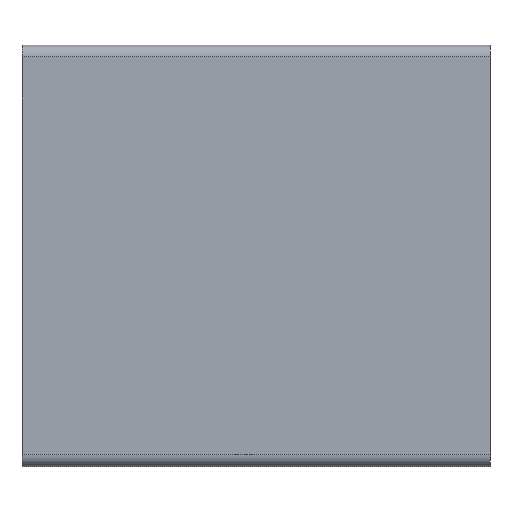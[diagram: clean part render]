
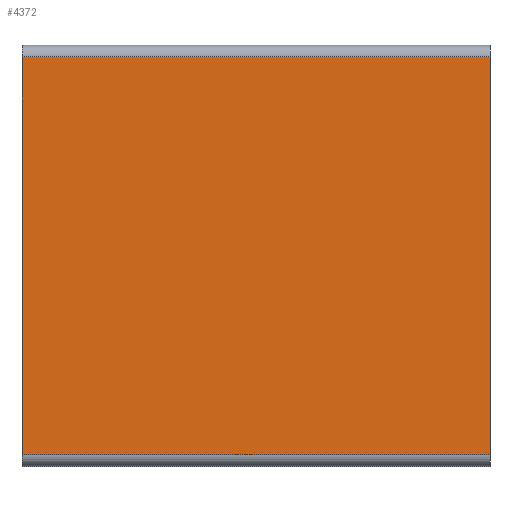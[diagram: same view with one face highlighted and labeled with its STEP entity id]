
A CAD part, top view. The second image highlights one B-rep face of the part: STEP entity #4372.
In plain terms, the highlighted planar face has unit normal (0, 0, 1).
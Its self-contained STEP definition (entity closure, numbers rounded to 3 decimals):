
#14 = CARTESIAN_POINT ( 'NONE',  ( 59.184, 119.898, 22.5 ) ) ;
#128 = CARTESIAN_POINT ( 'NONE',  ( 59.184, 34.898, 22.5 ) ) ;
#162 = LINE ( 'NONE', #2430, #3099 ) ;
#454 = VERTEX_POINT ( 'NONE', #128 ) ;
#467 = VECTOR ( 'NONE', #4278, 1000. ) ;
#538 = LINE ( 'NONE', #5354, #3514 ) ;
#712 = LINE ( 'NONE', #1400, #3681 ) ;
#865 = EDGE_CURVE ( 'NONE', #1720, #454, #162, .T. ) ;
#992 = CARTESIAN_POINT ( 'NONE',  ( -40.816, 119.898, 22.5 ) ) ;
#1009 = ORIENTED_EDGE ( 'NONE', *, *, #1327, .T. ) ;
#1240 = DIRECTION ( 'NONE',  ( -1., 0., 0. ) ) ;
#1327 = EDGE_CURVE ( 'NONE', #1720, #2779, #712, .T. ) ;
#1332 = VERTEX_POINT ( 'NONE', #2739 ) ;
#1400 = CARTESIAN_POINT ( 'NONE',  ( 59.184, 119.898, 22.5 ) ) ;
#1635 = DIRECTION ( 'NONE',  ( 0., -1., 0. ) ) ;
#1720 = VERTEX_POINT ( 'NONE', #14 ) ;
#1972 = FACE_OUTER_BOUND ( 'NONE', #4846, .T. ) ;
#2151 = ORIENTED_EDGE ( 'NONE', *, *, #865, .F. ) ;
#2247 = ORIENTED_EDGE ( 'NONE', *, *, #3247, .T. ) ;
#2430 = CARTESIAN_POINT ( 'NONE',  ( 59.184, 119.898, 22.5 ) ) ;
#2739 = CARTESIAN_POINT ( 'NONE',  ( -40.816, 34.898, 22.5 ) ) ;
#2779 = VERTEX_POINT ( 'NONE', #2808 ) ;
#2808 = CARTESIAN_POINT ( 'NONE',  ( -40.816, 119.898, 22.5 ) ) ;
#2853 = EDGE_CURVE ( 'NONE', #454, #1332, #538, .T. ) ;
#3011 = DIRECTION ( 'NONE',  ( 0., 0., -1. ) ) ;
#3099 = VECTOR ( 'NONE', #1635, 1000. ) ;
#3247 = EDGE_CURVE ( 'NONE', #2779, #1332, #3904, .T. ) ;
#3416 = PLANE ( 'NONE',  #4492 ) ;
#3514 = VECTOR ( 'NONE', #1240, 1000. ) ;
#3681 = VECTOR ( 'NONE', #4844, 1000. ) ;
#3904 = LINE ( 'NONE', #992, #467 ) ;
#4278 = DIRECTION ( 'NONE',  ( 0., -1., 0. ) ) ;
#4372 = ADVANCED_FACE ( 'NONE', ( #1972 ), #3416, .F. ) ;
#4492 = AXIS2_PLACEMENT_3D ( 'NONE', #4713, #3011, #5536 ) ;
#4713 = CARTESIAN_POINT ( 'NONE',  ( 59.184, 119.898, 22.5 ) ) ;
#4844 = DIRECTION ( 'NONE',  ( -1., 0., 0. ) ) ;
#4846 = EDGE_LOOP ( 'NONE', ( #2247, #5540, #2151, #1009 ) ) ;
#5354 = CARTESIAN_POINT ( 'NONE',  ( 59.184, 34.898, 22.5 ) ) ;
#5536 = DIRECTION ( 'NONE',  ( 0., 1., 0. ) ) ;
#5540 = ORIENTED_EDGE ( 'NONE', *, *, #2853, .F. ) ;
